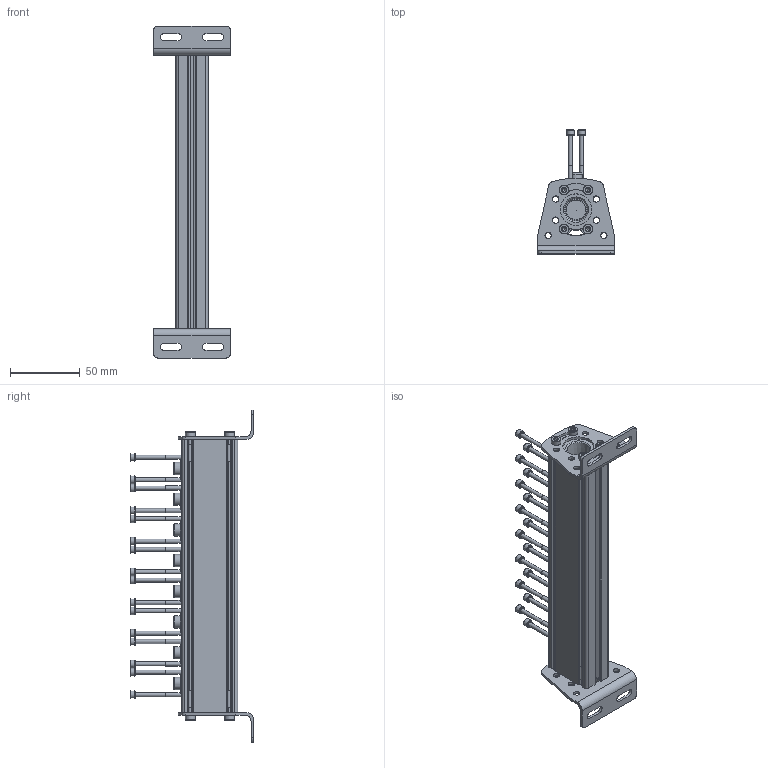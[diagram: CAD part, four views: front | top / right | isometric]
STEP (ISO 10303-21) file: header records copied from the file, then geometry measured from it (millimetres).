
FILE_DESCRIPTION(/* description */ ('STEP AP214'),/* implementation_level */ '2;1');
FILE_NAME(/* name */ '576381_VABM-B10-20-N38-8-P53',/* time_stamp */ '2024-09-15T21:23:00+02:00',/* author */ ('License CC BY-ND 4.0'),/* organization */ ('CADENAS'),/* preprocessor_version */ 'ST-DEVELOPER v19.3',/* originating_system */ 'PARTsolutions',/* authorisation */ ' ');
FILE_SCHEMA (('AUTOMOTIVE_DESIGN {1 0 10303 214 3 1 1}'));
Length unit declared in the file: millimetre
Products named in the file (7): 576381 VABM-B10-20-N38-8-P53; 576381 VABM-B10-20-N38-8-P53---(M); 1354302 VUVS-G18---(S); 2833702 F-M3x40-10.9; 174169 B-3/8-NPT---(Plug); 1457621 VAME-B10-20-A---(V); 3041592 F-M4x18/12
Assembly tree (36 placements, depth 2):
  576381 VABM-B10-20-N38-8-P53
    576381 VABM-B10-20-N38-8-P53---(M)
    1354302 VUVS-G18---(S)  x8
    2833702 F-M3x40-10.9  x16
    174169 B-3/8-NPT---(Plug)
    1457621 VAME-B10-20-A---(V)  x2
    3041592 F-M4x18/12  x8
Bounding box: 55 x 88.6 x 238 mm (x, y, z)
Volume: 145228.8 mm3; surface area: 78422.8 mm2
Topology: 36 solids, 36 shells, 1171 faces, 2804 edges, 1759 vertices
Faces by surface type: plane 596, cylinder 340, cone 179, torus 56
Full cylindrical faces by diameter (mm): 2.459 x16, 2.92 x16, 3 x16, 3.242 x1, 3.45 x8, 4 x8, 4.5 x12, 5 x1, 5.5 x16, 6 x16, 7 x8, 7.938 x1, 8.9 x8, 10.8 x8, 14.3 x1, 15 x8, 22.5 x2
Entity records: 9397 total; most frequent: CARTESIAN_POINT 1727, DIRECTION 1640, ORIENTED_EDGE 1320, EDGE_CURVE 660, AXIS2_PLACEMENT_3D 657, VERTEX_POINT 498, FACE_BOUND 492, EDGE_LOOP 472
